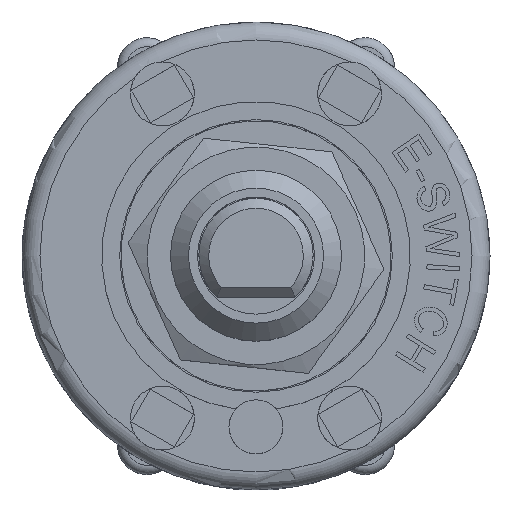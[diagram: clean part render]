
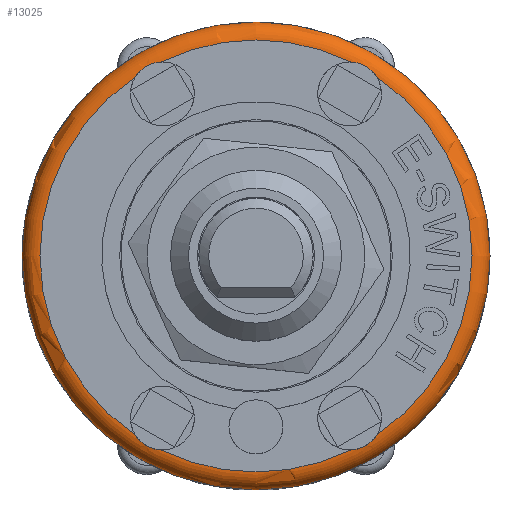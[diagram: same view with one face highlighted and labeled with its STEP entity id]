
A CAD part, top view. The second image highlights one B-rep face of the part: STEP entity #13025.
In plain terms, the highlighted toroidal (fillet/blend) face has major radius 12 mm and minor radius 1 mm.
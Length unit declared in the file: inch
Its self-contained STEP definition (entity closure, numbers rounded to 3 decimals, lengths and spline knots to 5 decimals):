
#32=TOROIDAL_SURFACE('',#13687,0.47244,0.03937);
#619=B_SPLINE_CURVE_WITH_KNOTS('',3,(#22329,#22330,#22331,#22332,#22333,
#22334,#22335,#22336,#22337,#22338,#22339,#22340),.UNSPECIFIED.,.F.,.F.,
(4,2,2,2,2,4),(-0.26924,-0.24463,-0.21597,
-0.19207,-0.16451,-0.13568),.UNSPECIFIED.);
#620=B_SPLINE_CURVE_WITH_KNOTS('',3,(#22351,#22352,#22353,#22354,#22355,
#22356,#22357,#22358,#22359,#22360,#22361,#22362),.UNSPECIFIED.,.F.,.F.,
(4,2,2,2,2,4),(-0.26924,-0.24463,-0.21597,
-0.19207,-0.16451,-0.13568),.UNSPECIFIED.);
#621=B_SPLINE_CURVE_WITH_KNOTS('',3,(#22373,#22374,#22375,#22376,#22377,
#22378,#22379,#22380,#22381,#22382,#22383,#22384),.UNSPECIFIED.,.F.,.F.,
(4,2,2,2,2,4),(-0.26924,-0.24463,-0.21597,
-0.19207,-0.16451,-0.13568),.UNSPECIFIED.);
#622=B_SPLINE_CURVE_WITH_KNOTS('',3,(#22395,#22396,#22397,#22398,#22399,
#22400,#22401,#22402,#22403,#22404,#22405,#22406),.UNSPECIFIED.,.F.,.F.,
(4,2,2,2,2,4),(-0.26924,-0.24463,-0.21597,
-0.19207,-0.16451,-0.13568),.UNSPECIFIED.);
#1748=FACE_OUTER_BOUND('',#2522,.T.);
#2522=EDGE_LOOP('',(#11905,#11906,#11907,#11908,#11909,#11910,#11911,#11912,
#11913,#11914,#11915,#11916));
#5483=CIRCLE('',#13625,0.51181);
#5499=CIRCLE('',#13688,0.03937);
#5500=CIRCLE('',#13689,0.47244);
#5501=CIRCLE('',#13690,0.47244);
#5502=CIRCLE('',#13691,0.47244);
#5503=CIRCLE('',#13692,0.47244);
#5504=CIRCLE('',#13693,0.47244);
#6551=VERTEX_POINT('',#22048);
#6647=VERTEX_POINT('',#22327);
#6648=VERTEX_POINT('',#22328);
#6651=VERTEX_POINT('',#22349);
#6652=VERTEX_POINT('',#22350);
#6655=VERTEX_POINT('',#22371);
#6656=VERTEX_POINT('',#22372);
#6659=VERTEX_POINT('',#22393);
#6660=VERTEX_POINT('',#22394);
#6663=VERTEX_POINT('',#22415);
#8316=EDGE_CURVE('',#6551,#6551,#5483,.T.);
#8460=EDGE_CURVE('',#6647,#6648,#619,.T.);
#8465=EDGE_CURVE('',#6651,#6652,#620,.T.);
#8470=EDGE_CURVE('',#6655,#6656,#621,.T.);
#8475=EDGE_CURVE('',#6659,#6660,#622,.T.);
#8480=EDGE_CURVE('',#6551,#6663,#5499,.T.);
#8481=EDGE_CURVE('',#6663,#6655,#5500,.T.);
#8482=EDGE_CURVE('',#6656,#6651,#5501,.T.);
#8483=EDGE_CURVE('',#6652,#6647,#5502,.T.);
#8484=EDGE_CURVE('',#6648,#6659,#5503,.T.);
#8485=EDGE_CURVE('',#6660,#6663,#5504,.T.);
#11905=ORIENTED_EDGE('',*,*,#8316,.T.);
#11906=ORIENTED_EDGE('',*,*,#8480,.T.);
#11907=ORIENTED_EDGE('',*,*,#8481,.T.);
#11908=ORIENTED_EDGE('',*,*,#8470,.T.);
#11909=ORIENTED_EDGE('',*,*,#8482,.T.);
#11910=ORIENTED_EDGE('',*,*,#8465,.T.);
#11911=ORIENTED_EDGE('',*,*,#8483,.T.);
#11912=ORIENTED_EDGE('',*,*,#8460,.T.);
#11913=ORIENTED_EDGE('',*,*,#8484,.T.);
#11914=ORIENTED_EDGE('',*,*,#8475,.T.);
#11915=ORIENTED_EDGE('',*,*,#8485,.T.);
#11916=ORIENTED_EDGE('',*,*,#8480,.F.);
#13025=ADVANCED_FACE('',(#1748),#32,.T.);
#13625=AXIS2_PLACEMENT_3D('',#22049,#15955,#15956);
#13687=AXIS2_PLACEMENT_3D('',#22414,#16223,#16224);
#13688=AXIS2_PLACEMENT_3D('',#22416,#16225,#16226);
#13689=AXIS2_PLACEMENT_3D('',#22417,#16227,#16228);
#13690=AXIS2_PLACEMENT_3D('',#22418,#16229,#16230);
#13691=AXIS2_PLACEMENT_3D('',#22419,#16231,#16232);
#13692=AXIS2_PLACEMENT_3D('',#22420,#16233,#16234);
#13693=AXIS2_PLACEMENT_3D('',#22421,#16235,#16236);
#15955=DIRECTION('center_axis',(0.,0.,1.));
#15956=DIRECTION('ref_axis',(-1.,0.,0.));
#16223=DIRECTION('center_axis',(0.,0.,-1.));
#16224=DIRECTION('ref_axis',(-1.,0.,0.));
#16225=DIRECTION('center_axis',(0.,-1.,0.));
#16226=DIRECTION('ref_axis',(1.,0.,0.));
#16227=DIRECTION('center_axis',(0.,0.,-1.));
#16228=DIRECTION('ref_axis',(-1.,0.,0.));
#16229=DIRECTION('center_axis',(0.,0.,-1.));
#16230=DIRECTION('ref_axis',(-1.,0.,0.));
#16231=DIRECTION('center_axis',(0.,0.,-1.));
#16232=DIRECTION('ref_axis',(-1.,0.,0.));
#16233=DIRECTION('center_axis',(0.,0.,-1.));
#16234=DIRECTION('ref_axis',(-1.,0.,0.));
#16235=DIRECTION('center_axis',(0.,0.,-1.));
#16236=DIRECTION('ref_axis',(-1.,0.,0.));
#22048=CARTESIAN_POINT('',(0.51181,0.,0.3622));
#22049=CARTESIAN_POINT('Origin',(0.,0.,0.3622));
#22327=CARTESIAN_POINT('',(-0.26379,0.39194,0.40157));
#22328=CARTESIAN_POINT('',(-0.20753,0.42442,0.40157));
#22329=CARTESIAN_POINT('Ctrl Pts',(-0.26379,0.39194,
0.40157));
#22330=CARTESIAN_POINT('Ctrl Pts',(-0.26165,0.39532,
0.40157));
#22331=CARTESIAN_POINT('Ctrl Pts',(-0.25918,0.39859,
0.40148));
#22332=CARTESIAN_POINT('Ctrl Pts',(-0.25306,0.40529,
0.40123));
#22333=CARTESIAN_POINT('Ctrl Pts',(-0.2494,0.40855,
0.40109));
#22334=CARTESIAN_POINT('Ctrl Pts',(-0.24211,0.41377,
0.40096));
#22335=CARTESIAN_POINT('Ctrl Pts',(-0.2386,0.41585,
0.40095));
#22336=CARTESIAN_POINT('Ctrl Pts',(-0.23069,0.41964,
0.40105));
#22337=CARTESIAN_POINT('Ctrl Pts',(-0.22626,0.42124,
0.40118));
#22338=CARTESIAN_POINT('Ctrl Pts',(-0.21694,0.42357,
0.40144));
#22339=CARTESIAN_POINT('Ctrl Pts',(-0.21219,0.42423,
0.40157));
#22340=CARTESIAN_POINT('Ctrl Pts',(-0.20753,0.42442,
0.40157));
#22349=CARTESIAN_POINT('',(-0.20753,-0.42442,0.40157));
#22350=CARTESIAN_POINT('',(-0.26379,-0.39194,0.40157));
#22351=CARTESIAN_POINT('Ctrl Pts',(-0.20753,-0.42442,
0.40157));
#22352=CARTESIAN_POINT('Ctrl Pts',(-0.21153,-0.42426,
0.40157));
#22353=CARTESIAN_POINT('Ctrl Pts',(-0.2156,-0.42375,
0.40148));
#22354=CARTESIAN_POINT('Ctrl Pts',(-0.22446,-0.42181,
0.40123));
#22355=CARTESIAN_POINT('Ctrl Pts',(-0.22911,-0.42026,
0.40109));
#22356=CARTESIAN_POINT('Ctrl Pts',(-0.23728,-0.41656,
0.40096));
#22357=CARTESIAN_POINT('Ctrl Pts',(-0.24084,-0.41456,
0.40095));
#22358=CARTESIAN_POINT('Ctrl Pts',(-0.24808,-0.4096,
0.40105));
#22359=CARTESIAN_POINT('Ctrl Pts',(-0.25168,-0.40656,
0.40118));
#22360=CARTESIAN_POINT('Ctrl Pts',(-0.25836,-0.39966,
0.40144));
#22361=CARTESIAN_POINT('Ctrl Pts',(-0.2613,-0.39588,
0.40157));
#22362=CARTESIAN_POINT('Ctrl Pts',(-0.26379,-0.39194,
0.40157));
#22371=CARTESIAN_POINT('',(0.26379,-0.39194,0.40157));
#22372=CARTESIAN_POINT('',(0.20753,-0.42442,0.40157));
#22373=CARTESIAN_POINT('Ctrl Pts',(0.26379,-0.39194,
0.40157));
#22374=CARTESIAN_POINT('Ctrl Pts',(0.26165,-0.39532,
0.40157));
#22375=CARTESIAN_POINT('Ctrl Pts',(0.25918,-0.39859,
0.40148));
#22376=CARTESIAN_POINT('Ctrl Pts',(0.25306,-0.40529,
0.40123));
#22377=CARTESIAN_POINT('Ctrl Pts',(0.2494,-0.40855,
0.40109));
#22378=CARTESIAN_POINT('Ctrl Pts',(0.24211,-0.41377,
0.40096));
#22379=CARTESIAN_POINT('Ctrl Pts',(0.2386,-0.41585,
0.40095));
#22380=CARTESIAN_POINT('Ctrl Pts',(0.23069,-0.41964,
0.40105));
#22381=CARTESIAN_POINT('Ctrl Pts',(0.22626,-0.42124,
0.40118));
#22382=CARTESIAN_POINT('Ctrl Pts',(0.21694,-0.42357,
0.40144));
#22383=CARTESIAN_POINT('Ctrl Pts',(0.21219,-0.42423,
0.40157));
#22384=CARTESIAN_POINT('Ctrl Pts',(0.20753,-0.42442,
0.40157));
#22393=CARTESIAN_POINT('',(0.20753,0.42442,0.40157));
#22394=CARTESIAN_POINT('',(0.26379,0.39194,0.40157));
#22395=CARTESIAN_POINT('Ctrl Pts',(0.20753,0.42442,0.40157));
#22396=CARTESIAN_POINT('Ctrl Pts',(0.21153,0.42426,
0.40157));
#22397=CARTESIAN_POINT('Ctrl Pts',(0.2156,0.42375,
0.40148));
#22398=CARTESIAN_POINT('Ctrl Pts',(0.22446,0.42181,0.40123));
#22399=CARTESIAN_POINT('Ctrl Pts',(0.22911,0.42026,
0.40109));
#22400=CARTESIAN_POINT('Ctrl Pts',(0.23728,0.41656,0.40096));
#22401=CARTESIAN_POINT('Ctrl Pts',(0.24084,0.41456,0.40095));
#22402=CARTESIAN_POINT('Ctrl Pts',(0.24808,0.4096,
0.40105));
#22403=CARTESIAN_POINT('Ctrl Pts',(0.25168,0.40656,
0.40118));
#22404=CARTESIAN_POINT('Ctrl Pts',(0.25836,0.39966,
0.40144));
#22405=CARTESIAN_POINT('Ctrl Pts',(0.2613,0.39588,
0.40157));
#22406=CARTESIAN_POINT('Ctrl Pts',(0.26379,0.39194,
0.40157));
#22414=CARTESIAN_POINT('Origin',(0.,0.,0.3622));
#22415=CARTESIAN_POINT('',(0.47244,0.,0.40157));
#22416=CARTESIAN_POINT('Origin',(0.47244,0.,
0.3622));
#22417=CARTESIAN_POINT('Origin',(0.,0.,0.40157));
#22418=CARTESIAN_POINT('Origin',(0.,0.,0.40157));
#22419=CARTESIAN_POINT('Origin',(0.,0.,0.40157));
#22420=CARTESIAN_POINT('Origin',(0.,0.,0.40157));
#22421=CARTESIAN_POINT('Origin',(0.,0.,0.40157));
